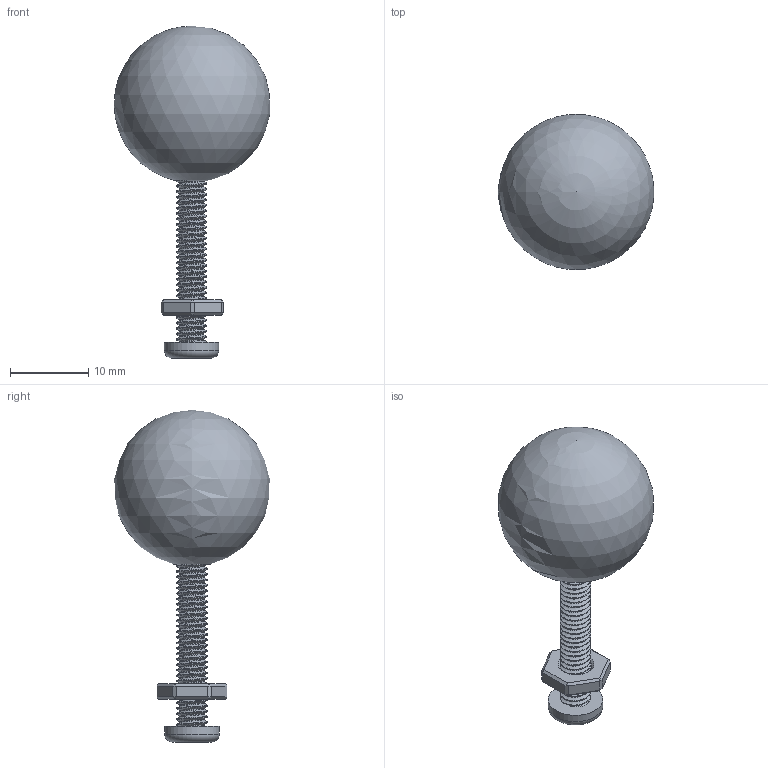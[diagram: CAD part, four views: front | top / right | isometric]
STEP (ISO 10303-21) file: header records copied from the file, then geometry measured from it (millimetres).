
FILE_DESCRIPTION(/* description */ (''),/* implementation_level */ '2;1');
FILE_NAME(/* name */ 'trackcube v4.step',/* time_stamp */ '2023-05-24T13:58:25+02:00',/* author */ (''),/* organization */ (''),/* preprocessor_version */ 'ST-DEVELOPER v19.2',/* originating_system */ 'Autodesk Translation Framework v12.4.0.73',/* authorisation */ '');
FILE_SCHEMA (('AUTOMOTIVE_DESIGN { 1 0 10303 214 3 1 1 }'));
Length unit declared in the file: millimetre
Products named in the file (1): trackcube
Bounding box: 19.93 x 19.85 x 42.46 mm (x, y, z)
Volume: 4571.2 mm3; surface area: 1980.1 mm2
Topology: 3 solids, 3 shells, 124 faces, 313 edges, 195 vertices
Faces by surface type: cylinder 74, plane 43, bspline 3, cone 2, torus 1, sphere 1
Full cylindrical faces by diameter (mm): 3.111 x14, 3.908 x25, 4 x2, 7 x1
Entity records: 7620 total; most frequent: CARTESIAN_POINT 4902, ORIENTED_EDGE 622, DIRECTION 430, EDGE_CURVE 311, VERTEX_POINT 195, LINE 146, VECTOR 146, B_SPLINE_CURVE_WITH_KNOTS 145
